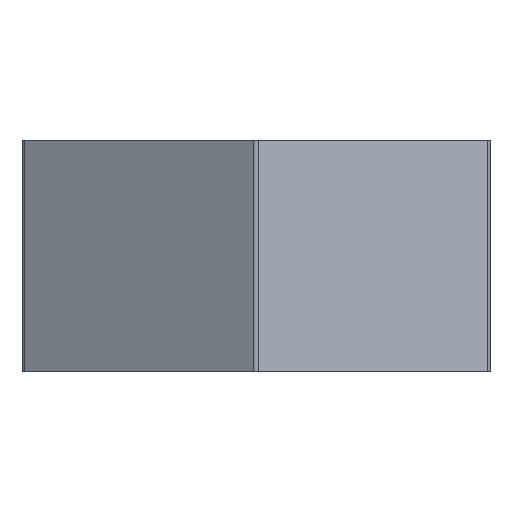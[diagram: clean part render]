
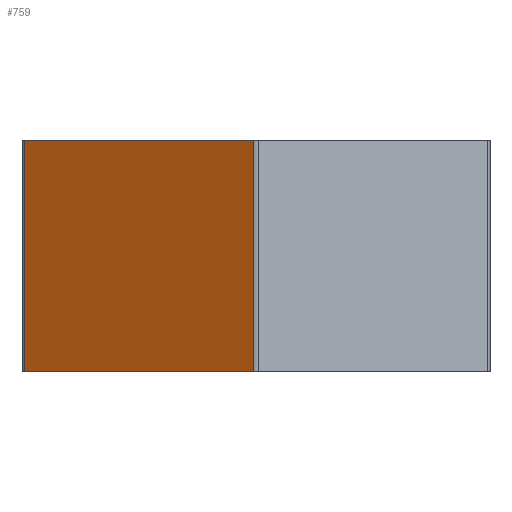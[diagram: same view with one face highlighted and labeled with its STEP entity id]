
A CAD part, left-side view. The second image highlights one B-rep face of the part: STEP entity #759.
In plain terms, the highlighted planar face has unit normal (-0.866, 0.5, 0).
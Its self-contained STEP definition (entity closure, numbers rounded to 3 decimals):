
#61=FACE_OUTER_BOUND('',#115,.T.);
#115=EDGE_LOOP('',(#531,#532,#533,#534));
#182=LINE('',#1197,#266);
#183=LINE('',#1200,#267);
#184=LINE('',#1202,#268);
#185=LINE('',#1203,#269);
#266=VECTOR('',#950,10.);
#267=VECTOR('',#953,10.);
#268=VECTOR('',#954,10.);
#269=VECTOR('',#955,10.);
#343=VERTEX_POINT('',#1193);
#344=VERTEX_POINT('',#1195);
#345=VERTEX_POINT('',#1199);
#346=VERTEX_POINT('',#1201);
#408=EDGE_CURVE('',#343,#344,#182,.T.);
#409=EDGE_CURVE('',#345,#343,#183,.T.);
#410=EDGE_CURVE('',#346,#344,#184,.T.);
#411=EDGE_CURVE('',#345,#346,#185,.T.);
#531=ORIENTED_EDGE('',*,*,#409,.T.);
#532=ORIENTED_EDGE('',*,*,#408,.T.);
#533=ORIENTED_EDGE('',*,*,#410,.F.);
#534=ORIENTED_EDGE('',*,*,#411,.F.);
#716=PLANE('',#835);
#759=ADVANCED_FACE('',(#61),#716,.T.);
#835=AXIS2_PLACEMENT_3D('',#1198,#951,#952);
#950=DIRECTION('',(0.,0.,-1.));
#951=DIRECTION('center_axis',(-0.866,0.5,0.));
#952=DIRECTION('ref_axis',(0.,0.,1.));
#953=DIRECTION('',(0.5,0.866,0.));
#954=DIRECTION('',(0.5,0.866,0.));
#955=DIRECTION('',(0.,0.,-1.));
#1193=CARTESIAN_POINT('',(-88.335,150.,150.));
#1195=CARTESIAN_POINT('',(-88.335,150.,0.));
#1197=CARTESIAN_POINT('',(-88.335,150.,150.));
#1198=CARTESIAN_POINT('Origin',(-174.071,1.5,150.));
#1199=CARTESIAN_POINT('',(-174.071,1.5,150.));
#1200=CARTESIAN_POINT('',(-174.504,0.75,150.));
#1201=CARTESIAN_POINT('',(-174.071,1.5,0.));
#1202=CARTESIAN_POINT('',(-174.504,0.75,0.));
#1203=CARTESIAN_POINT('',(-174.071,1.5,150.));
